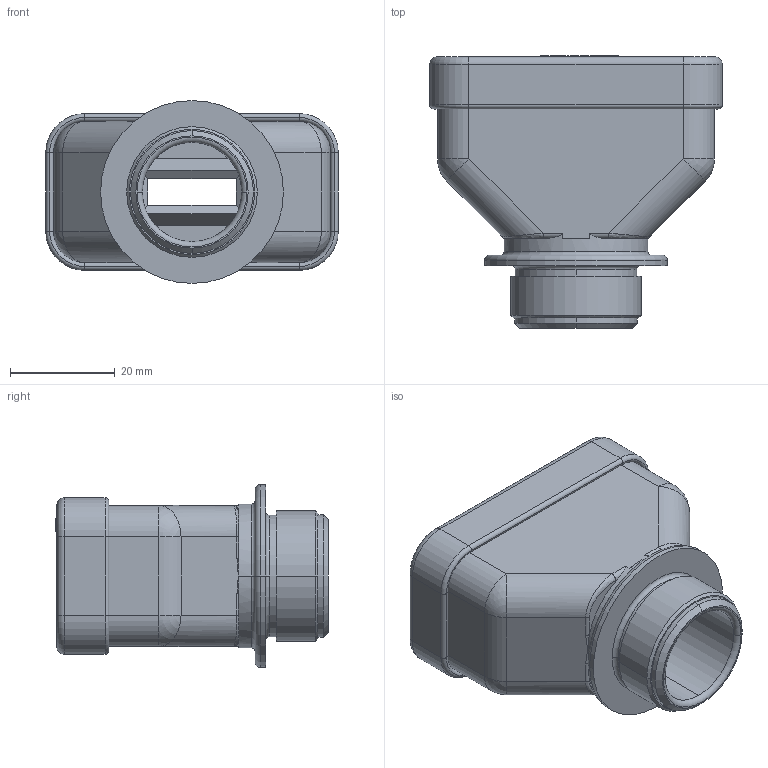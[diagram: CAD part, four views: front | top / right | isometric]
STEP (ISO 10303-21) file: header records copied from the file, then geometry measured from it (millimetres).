
FILE_DESCRIPTION((''),'2;1');
FILE_NAME('2013008_ASM','2015-05-13T',('AndreasKeweloh'),(''),'CREO PARAMETRIC BY PTC INC, 2014500','CREO PARAMETRIC BY PTC INC, 2014500','');
FILE_SCHEMA(('CONFIG_CONTROL_DESIGN'));
Length unit declared in the file: millimetre
Products named in the file (3): 093861_EV189-21-02-03; 093840_EV289-25-01_1; 2013008_ASM
Assembly tree (2 placements, depth 2):
  2013008_ASM
    093861_EV189-21-02-03
    093840_EV289-25-01_1
Bounding box: 56 x 52.2 x 35 mm (x, y, z)
Volume: 21303.4 mm3; surface area: 21252 mm2
Topology: 2 solids, 2 shells, 289 faces, 700 edges, 426 vertices
Faces by surface type: plane 130, cylinder 70, extrusion 41, torus 32, bspline 8, cone 4, sphere 4
Entity records: 10550 total; most frequent: CARTESIAN_POINT 3850, ORIENTED_EDGE 1384, DIRECTION 1307, EDGE_CURVE 692, VECTOR 453, AXIS2_PLACEMENT_3D 427, VERTEX_POINT 426, LINE 412
